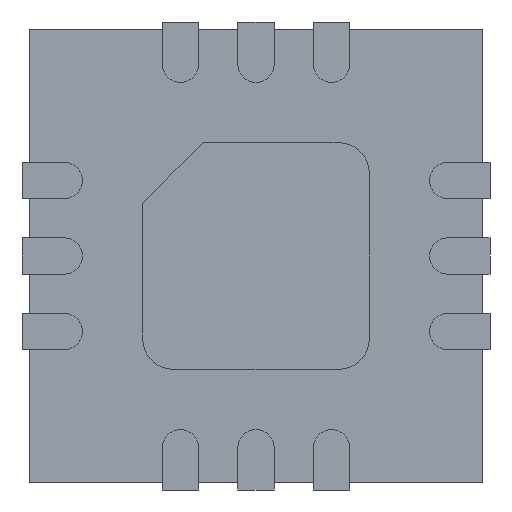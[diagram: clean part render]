
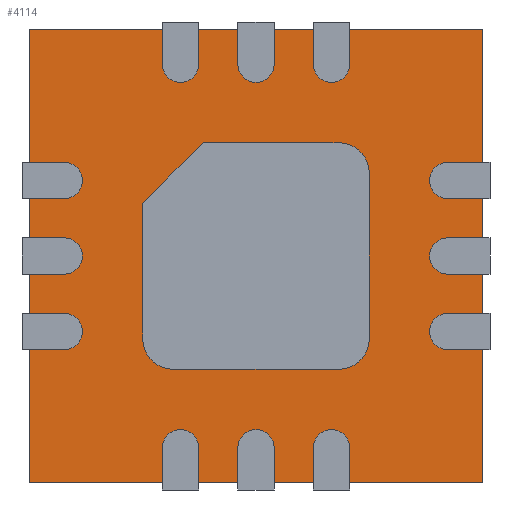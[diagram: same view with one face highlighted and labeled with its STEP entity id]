
A CAD part, front view. The second image highlights one B-rep face of the part: STEP entity #4114.
In plain terms, the highlighted planar face has unit normal (0, -1, 0).
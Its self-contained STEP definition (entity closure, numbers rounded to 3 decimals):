
#3888 = CARTESIAN_POINT ( 'NONE',  ( -1.5, 0.05, -1.5 ) ) ;
#3889 = VERTEX_POINT ( 'NONE', #3888 ) ;
#3890 = CARTESIAN_POINT ( 'NONE',  ( -1.5, 0.05, 1.5 ) ) ;
#3891 = VERTEX_POINT ( 'NONE', #3890 ) ;
#3892 = CARTESIAN_POINT ( 'NONE',  ( -1.5, 0.05, 1.5 ) ) ;
#3893 = DIRECTION ( 'NONE',  ( 0., 0., 1. ) ) ;
#3894 = VECTOR ( 'NONE', #3893, 1000. ) ;
#3895 = LINE ( 'NONE', #3892, #3894 ) ;
#3896 = EDGE_CURVE ( 'NONE', #3889, #3891, #3895, .T. ) ;
#3928 = CARTESIAN_POINT ( 'NONE',  ( 1.5, 0.05, 1.5 ) ) ;
#3929 = VERTEX_POINT ( 'NONE', #3928 ) ;
#3930 = CARTESIAN_POINT ( 'NONE',  ( 1.5, 0.05, 1.5 ) ) ;
#3931 = DIRECTION ( 'NONE',  ( 1., 0., 0. ) ) ;
#3932 = VECTOR ( 'NONE', #3931, 1000. ) ;
#3933 = LINE ( 'NONE', #3930, #3932 ) ;
#3934 = EDGE_CURVE ( 'NONE', #3891, #3929, #3933, .T. ) ;
#3959 = CARTESIAN_POINT ( 'NONE',  ( 1.5, 0.05, -1.5 ) ) ;
#3960 = VERTEX_POINT ( 'NONE', #3959 ) ;
#3961 = CARTESIAN_POINT ( 'NONE',  ( 1.5, 0.05, 1.5 ) ) ;
#3962 = DIRECTION ( 'NONE',  ( 0., 0., -1. ) ) ;
#3963 = VECTOR ( 'NONE', #3962, 1000. ) ;
#3964 = LINE ( 'NONE', #3961, #3963 ) ;
#3965 = EDGE_CURVE ( 'NONE', #3929, #3960, #3964, .T. ) ;
#3990 = CARTESIAN_POINT ( 'NONE',  ( 1.5, 0.05, -1.5 ) ) ;
#3991 = DIRECTION ( 'NONE',  ( -1., 0., 0. ) ) ;
#3992 = VECTOR ( 'NONE', #3991, 1000. ) ;
#3993 = LINE ( 'NONE', #3990, #3992 ) ;
#3994 = EDGE_CURVE ( 'NONE', #3960, #3889, #3993, .T. ) ;
#4034 = CARTESIAN_POINT ( 'NONE',  ( 0.75, 0.05, -0.55 ) ) ;
#4035 = VERTEX_POINT ( 'NONE', #4034 ) ;
#4036 = CARTESIAN_POINT ( 'NONE',  ( 0.75, 0.05, 0.55 ) ) ;
#4037 = VERTEX_POINT ( 'NONE', #4036 ) ;
#4038 = CARTESIAN_POINT ( 'NONE',  ( 0.75, 0.05, -0.75 ) ) ;
#4039 = DIRECTION ( 'NONE',  ( 0., 0., 1. ) ) ;
#4040 = VECTOR ( 'NONE', #4039, 1000. ) ;
#4041 = LINE ( 'NONE', #4038, #4040 ) ;
#4042 = EDGE_CURVE ( 'NONE', #4035, #4037, #4041, .T. ) ;
#4043 = ORIENTED_EDGE ( 'NONE', *, *, #4042, .F. ) ;
#4044 = CARTESIAN_POINT ( 'NONE',  ( 0.55, 0.05, -0.75 ) ) ;
#4045 = VERTEX_POINT ( 'NONE', #4044 ) ;
#4046 = CARTESIAN_POINT ( 'NONE',  ( 0.55, 0.05, -0.55 ) ) ;
#4047 = DIRECTION ( 'NONE',  ( 0., 1., 0. ) ) ;
#4048 = DIRECTION ( 'NONE',  ( 0., 0., -1. ) ) ;
#4049 = AXIS2_PLACEMENT_3D ( 'NONE', #4046, #4047, #4048 ) ;
#4050 = CIRCLE ( 'NONE', #4049, 0.2) ;
#4051 = EDGE_CURVE ( 'NONE', #4035, #4045, #4050, .T. ) ;
#4052 = ORIENTED_EDGE ( 'NONE', *, *, #4051, .T. ) ;
#4053 = CARTESIAN_POINT ( 'NONE',  ( -0.55, 0.05, -0.75 ) ) ;
#4054 = VERTEX_POINT ( 'NONE', #4053 ) ;
#4055 = CARTESIAN_POINT ( 'NONE',  ( -0.75, 0.05, -0.75 ) ) ;
#4056 = DIRECTION ( 'NONE',  ( 1., 0., 0. ) ) ;
#4057 = VECTOR ( 'NONE', #4056, 1000. ) ;
#4058 = LINE ( 'NONE', #4055, #4057 ) ;
#4059 = EDGE_CURVE ( 'NONE', #4054, #4045, #4058, .T. ) ;
#4060 = ORIENTED_EDGE ( 'NONE', *, *, #4059, .F. ) ;
#4061 = CARTESIAN_POINT ( 'NONE',  ( -0.75, 0.05, -0.55 ) ) ;
#4062 = VERTEX_POINT ( 'NONE', #4061 ) ;
#4063 = CARTESIAN_POINT ( 'NONE',  ( -0.55, 0.05, -0.55 ) ) ;
#4064 = DIRECTION ( 'NONE',  ( 0., 1., 0. ) ) ;
#4065 = DIRECTION ( 'NONE',  ( 0., 0., -1. ) ) ;
#4066 = AXIS2_PLACEMENT_3D ( 'NONE', #4063, #4064, #4065 ) ;
#4067 = CIRCLE ( 'NONE', #4066, 0.2) ;
#4068 = EDGE_CURVE ( 'NONE', #4054, #4062, #4067, .T. ) ;
#4069 = ORIENTED_EDGE ( 'NONE', *, *, #4068, .T. ) ;
#4070 = CARTESIAN_POINT ( 'NONE',  ( -0.75, 0.05, 0.35 ) ) ;
#4071 = VERTEX_POINT ( 'NONE', #4070 ) ;
#4072 = CARTESIAN_POINT ( 'NONE',  ( -0.75, 0.05, -0.75 ) ) ;
#4073 = DIRECTION ( 'NONE',  ( 0., 0., -1. ) ) ;
#4074 = VECTOR ( 'NONE', #4073, 1000. ) ;
#4075 = LINE ( 'NONE', #4072, #4074 ) ;
#4076 = EDGE_CURVE ( 'NONE', #4071, #4062, #4075, .T. ) ;
#4077 = ORIENTED_EDGE ( 'NONE', *, *, #4076, .F. ) ;
#4078 = CARTESIAN_POINT ( 'NONE',  ( -0.35, 0.05, 0.75 ) ) ;
#4079 = VERTEX_POINT ( 'NONE', #4078 ) ;
#4080 = CARTESIAN_POINT ( 'NONE',  ( -0.75, 0.05, 0.35 ) ) ;
#4081 = DIRECTION ( 'NONE',  ( 0.707, 0., 0.707 ) ) ;
#4082 = VECTOR ( 'NONE', #4081, 1000. ) ;
#4083 = LINE ( 'NONE', #4080, #4082 ) ;
#4084 = EDGE_CURVE ( 'NONE', #4071, #4079, #4083, .T. ) ;
#4085 = ORIENTED_EDGE ( 'NONE', *, *, #4084, .T. ) ;
#4086 = CARTESIAN_POINT ( 'NONE',  ( 0.55, 0.05, 0.75 ) ) ;
#4087 = VERTEX_POINT ( 'NONE', #4086 ) ;
#4088 = CARTESIAN_POINT ( 'NONE',  ( -0.75, 0.05, 0.75 ) ) ;
#4089 = DIRECTION ( 'NONE',  ( -1., 0., 0. ) ) ;
#4090 = VECTOR ( 'NONE', #4089, 1000. ) ;
#4091 = LINE ( 'NONE', #4088, #4090 ) ;
#4092 = EDGE_CURVE ( 'NONE', #4087, #4079, #4091, .T. ) ;
#4093 = ORIENTED_EDGE ( 'NONE', *, *, #4092, .F. ) ;
#4094 = CARTESIAN_POINT ( 'NONE',  ( 0.55, 0.05, 0.55 ) ) ;
#4095 = DIRECTION ( 'NONE',  ( 0., 1., 0. ) ) ;
#4096 = DIRECTION ( 'NONE',  ( 0., 0., -1. ) ) ;
#4097 = AXIS2_PLACEMENT_3D ( 'NONE', #4094, #4095, #4096 ) ;
#4098 = CIRCLE ( 'NONE', #4097, 0.2) ;
#4099 = EDGE_CURVE ( 'NONE', #4087, #4037, #4098, .T. ) ;
#4100 = ORIENTED_EDGE ( 'NONE', *, *, #4099, .T. ) ;
#4101 = EDGE_LOOP ( 'NONE', ( #4043, #4052, #4060, #4069, #4077, #4085, #4093, #4100 ) ) ;
#4102 = FACE_BOUND ( 'NONE', #4101, .T. ) ;
#4103 = ORIENTED_EDGE ( 'NONE', *, *, #3896, .F. ) ;
#4104 = ORIENTED_EDGE ( 'NONE', *, *, #3994, .F. ) ;
#4105 = ORIENTED_EDGE ( 'NONE', *, *, #3965, .F. ) ;
#4106 = ORIENTED_EDGE ( 'NONE', *, *, #3934, .F. ) ;
#4107 = EDGE_LOOP ( 'NONE', ( #4103, #4104, #4105, #4106 ) ) ;
#4108 = FACE_OUTER_BOUND ( 'NONE', #4107, .T. ) ;
#4109 = CARTESIAN_POINT ( 'NONE',  ( 0., 0.05, 0. ) ) ;
#4110 = DIRECTION ( 'NONE',  ( 0., 1., 0. ) ) ;
#4111 = DIRECTION ( 'NONE',  ( 0., 0., 1. ) ) ;
#4112 = AXIS2_PLACEMENT_3D ( 'NONE', #4109, #4110, #4111 ) ;
#4113 = PLANE ( 'NONE', #4112 ) ;
#4114 = ADVANCED_FACE ( 'NONE', ( #4102, #4108 ), #4113, .F. ) ;
